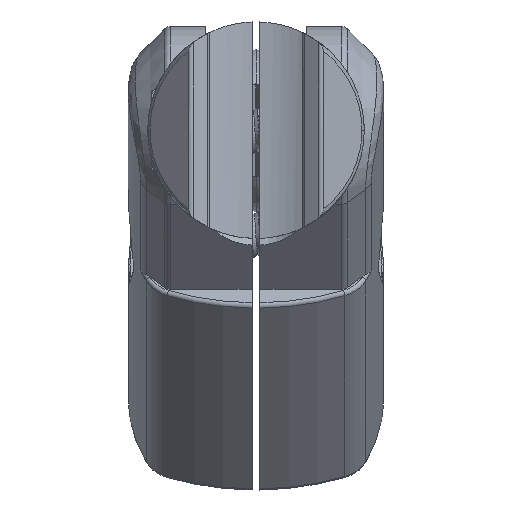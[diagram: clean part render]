
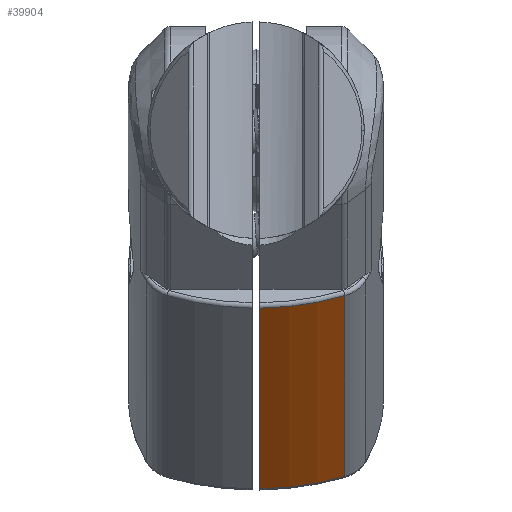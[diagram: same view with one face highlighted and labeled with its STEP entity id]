
A CAD part, top view. The second image highlights one B-rep face of the part: STEP entity #39904.
In plain terms, the highlighted cylindrical face has radius 30 mm (diameter 60 mm), a partial arc.
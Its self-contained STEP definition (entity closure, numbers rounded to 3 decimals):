
#149 = EDGE_CURVE ( 'NONE', #6338, #5104, #6521, .T. ) ;
#2636 = CARTESIAN_POINT ( 'NONE',  ( 11.506, -21.359, 48.231 ) ) ;
#2843 = ORIENTED_EDGE ( 'NONE', *, *, #8456, .F. ) ;
#2844 = CARTESIAN_POINT ( 'NONE',  ( 0.5, -46.313, 26.516 ) ) ;
#4948 = EDGE_LOOP ( 'NONE', ( #2843, #37177, #33021, #17037 ) ) ;
#5104 = VERTEX_POINT ( 'NONE', #5626 ) ;
#5495 = VECTOR ( 'NONE', #9701, 1000. ) ;
#5524 = CARTESIAN_POINT ( 'NONE',  ( 11.506, -21.359, 48.231 ) ) ;
#5626 = CARTESIAN_POINT ( 'NONE',  ( 11.506, -44.693, 24.897 ) ) ;
#6338 = VERTEX_POINT ( 'NONE', #5524 ) ;
#6521 = LINE ( 'NONE', #2636, #5495 ) ;
#7261 = CARTESIAN_POINT ( 'NONE',  ( 0., -25.102, 5.306 ) ) ;
#8173 = AXIS2_PLACEMENT_3D ( 'NONE', #33104, #33331, #15925 ) ;
#8456 = EDGE_CURVE ( 'NONE', #35345, #9119, #8794, .T. ) ;
#8794 = LINE ( 'NONE', #22622, #28580 ) ;
#9119 = VERTEX_POINT ( 'NONE', #13555 ) ;
#9701 = DIRECTION ( 'NONE',  ( 0., -0.707, -0.707 ) ) ;
#11912 = AXIS2_PLACEMENT_3D ( 'NONE', #28838, #35648, #36323 ) ;
#13555 = CARTESIAN_POINT ( 'NONE',  ( 0.5, -22.978, 49.851 ) ) ;
#15925 = DIRECTION ( 'NONE',  ( 0.017, -0.707, 0.707 ) ) ;
#16678 = EDGE_CURVE ( 'NONE', #9119, #6338, #21178, .T. ) ;
#17037 = ORIENTED_EDGE ( 'NONE', *, *, #16678, .F. ) ;
#20953 = CYLINDRICAL_SURFACE ( 'NONE', #11912, 30. ) ;
#21178 = CIRCLE ( 'NONE', #8173, 30. ) ;
#22387 = DIRECTION ( 'NONE',  ( 0.017, -0.707, 0.707 ) ) ;
#22622 = CARTESIAN_POINT ( 'NONE',  ( 0.5, -46.313, 26.516 ) ) ;
#27565 = CIRCLE ( 'NONE', #28288, 30. ) ;
#28288 = AXIS2_PLACEMENT_3D ( 'NONE', #7261, #42532, #22387 ) ;
#28580 = VECTOR ( 'NONE', #43454, 1000. ) ;
#28838 = CARTESIAN_POINT ( 'NONE',  ( 0., -25.456, 4.952 ) ) ;
#33021 = ORIENTED_EDGE ( 'NONE', *, *, #149, .F. ) ;
#33104 = CARTESIAN_POINT ( 'NONE',  ( 0., -1.768, 28.64 ) ) ;
#33331 = DIRECTION ( 'NONE',  ( 0., 0.707, 0.707 ) ) ;
#35345 = VERTEX_POINT ( 'NONE', #2844 ) ;
#35648 = DIRECTION ( 'NONE',  ( 0., 0.707, 0.707 ) ) ;
#36323 = DIRECTION ( 'NONE',  ( 1., 0., 0. ) ) ;
#37177 = ORIENTED_EDGE ( 'NONE', *, *, #38915, .T. ) ;
#38362 = FACE_OUTER_BOUND ( 'NONE', #4948, .T. ) ;
#38915 = EDGE_CURVE ( 'NONE', #35345, #5104, #27565, .T. ) ;
#39904 = ADVANCED_FACE ( 'NONE', ( #38362 ), #20953, .T. ) ;
#42532 = DIRECTION ( 'NONE',  ( 0., 0.707, 0.707 ) ) ;
#43454 = DIRECTION ( 'NONE',  ( 0., 0.707, 0.707 ) ) ;
